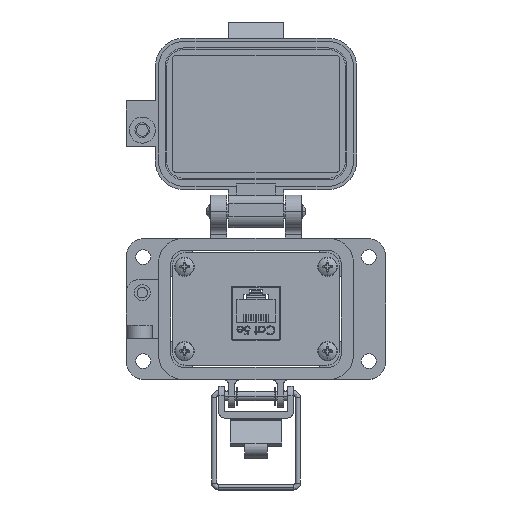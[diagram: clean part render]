
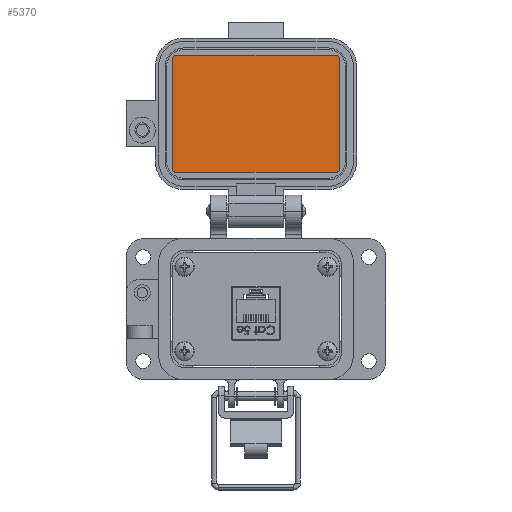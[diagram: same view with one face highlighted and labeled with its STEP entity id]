
A CAD part, top view. The second image highlights one B-rep face of the part: STEP entity #5370.
In plain terms, the highlighted planar face has unit normal (0, 0, 1).
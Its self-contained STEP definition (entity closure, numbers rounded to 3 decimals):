
#1703 = DIRECTION ( 'NONE',  ( 0., 1., 0. ) ) ;
#2086 = DIRECTION ( 'NONE',  ( -1., 0., 0. ) ) ;
#2115 = CARTESIAN_POINT ( 'NONE',  ( -24.827, 84.4, -23.97 ) ) ;
#3084 = CARTESIAN_POINT ( 'NONE',  ( 24.827, 50.257, -23.97 ) ) ;
#5363 = VERTEX_POINT ( 'NONE', #13378 ) ;
#5370 = ADVANCED_FACE ( 'NONE', ( #5480 ), #13649, .F. ) ;
#5480 = FACE_OUTER_BOUND ( 'NONE', #37560, .T. ) ;
#7180 = LINE ( 'NONE', #19623, #36938 ) ;
#7306 = CARTESIAN_POINT ( 'NONE',  ( 0., 49.199, -23.97 ) ) ;
#8102 = DIRECTION ( 'NONE',  ( -1., 0., 0. ) ) ;
#8546 = VECTOR ( 'NONE', #48885, 1000. ) ;
#8739 = AXIS2_PLACEMENT_3D ( 'NONE', #50977, #15367, #56979 ) ;
#9067 = DIRECTION ( 'NONE',  ( -1., 0., 0. ) ) ;
#9593 = ORIENTED_EDGE ( 'NONE', *, *, #66497, .F. ) ;
#11432 = CARTESIAN_POINT ( 'NONE',  ( -25.885, 50.257, -23.97 ) ) ;
#13378 = CARTESIAN_POINT ( 'NONE',  ( -24.827, 85.458, -23.97 ) ) ;
#13649 = PLANE ( 'NONE',  #43945 ) ;
#14537 = EDGE_CURVE ( 'NONE', #43201, #5363, #61122, .T. ) ;
#15367 = DIRECTION ( 'NONE',  ( 0., 0., -1. ) ) ;
#17279 = EDGE_CURVE ( 'NONE', #55151, #42694, #54139, .T. ) ;
#19426 = ORIENTED_EDGE ( 'NONE', *, *, #21540, .F. ) ;
#19623 = CARTESIAN_POINT ( 'NONE',  ( -25.885, 67.329, -23.97 ) ) ;
#21540 = EDGE_CURVE ( 'NONE', #32770, #43201, #7180, .T. ) ;
#24663 = ORIENTED_EDGE ( 'NONE', *, *, #72172, .F. ) ;
#25744 = CARTESIAN_POINT ( 'NONE',  ( 24.827, 85.458, -23.97 ) ) ;
#30696 = LINE ( 'NONE', #57689, #60378 ) ;
#31578 = DIRECTION ( 'NONE',  ( 0., 1., 0. ) ) ;
#32770 = VERTEX_POINT ( 'NONE', #11432 ) ;
#33038 = ORIENTED_EDGE ( 'NONE', *, *, #36841, .F. ) ;
#35840 = AXIS2_PLACEMENT_3D ( 'NONE', #3084, #44652, #9067 ) ;
#36841 = EDGE_CURVE ( 'NONE', #72425, #55151, #38543, .T. ) ;
#36938 = VECTOR ( 'NONE', #31578, 1000. ) ;
#37560 = EDGE_LOOP ( 'NONE', ( #62378, #19426, #9593, #76783, #33038, #24663, #69254, #65392 ) ) ;
#37729 = DIRECTION ( 'NONE',  ( 0., 0., -1. ) ) ;
#38543 = CIRCLE ( 'NONE', #35840, 1.057 ) ;
#42028 = CIRCLE ( 'NONE', #50143, 1.057 ) ;
#42694 = VERTEX_POINT ( 'NONE', #58790 ) ;
#42705 = AXIS2_PLACEMENT_3D ( 'NONE', #2115, #43712, #8102 ) ;
#43201 = VERTEX_POINT ( 'NONE', #64598 ) ;
#43300 = DIRECTION ( 'NONE',  ( 0., 0., -1. ) ) ;
#43360 = LINE ( 'NONE', #73087, #75065 ) ;
#43712 = DIRECTION ( 'NONE',  ( 0., 0., -1. ) ) ;
#43945 = AXIS2_PLACEMENT_3D ( 'NONE', #70427, #43300, #1703 ) ;
#44652 = DIRECTION ( 'NONE',  ( 0., 0., -1. ) ) ;
#45627 = VERTEX_POINT ( 'NONE', #25744 ) ;
#48885 = DIRECTION ( 'NONE',  ( -1., 0., 0. ) ) ;
#49342 = DIRECTION ( 'NONE',  ( 0., -1., 0. ) ) ;
#50143 = AXIS2_PLACEMENT_3D ( 'NONE', #73381, #37729, #2086 ) ;
#50977 = CARTESIAN_POINT ( 'NONE',  ( -24.827, 50.257, -23.97 ) ) ;
#53256 = CARTESIAN_POINT ( 'NONE',  ( 24.828, 49.199, -23.97 ) ) ;
#54139 = LINE ( 'NONE', #7306, #8546 ) ;
#54810 = EDGE_CURVE ( 'NONE', #45627, #65708, #42028, .T. ) ;
#55151 = VERTEX_POINT ( 'NONE', #53256 ) ;
#56979 = DIRECTION ( 'NONE',  ( -1., 0., 0. ) ) ;
#57689 = CARTESIAN_POINT ( 'NONE',  ( 0., 85.458, -23.97 ) ) ;
#58790 = CARTESIAN_POINT ( 'NONE',  ( -24.827, 49.199, -23.97 ) ) ;
#58962 = CARTESIAN_POINT ( 'NONE',  ( 25.885, 50.257, -23.97 ) ) ;
#60378 = VECTOR ( 'NONE', #63637, 1000. ) ;
#61122 = CIRCLE ( 'NONE', #42705, 1.057 ) ;
#61975 = CIRCLE ( 'NONE', #8739, 1.057 ) ;
#62378 = ORIENTED_EDGE ( 'NONE', *, *, #14537, .F. ) ;
#63637 = DIRECTION ( 'NONE',  ( 1., 0., 0. ) ) ;
#64598 = CARTESIAN_POINT ( 'NONE',  ( -25.885, 84.4, -23.97 ) ) ;
#65392 = ORIENTED_EDGE ( 'NONE', *, *, #71053, .F. ) ;
#65708 = VERTEX_POINT ( 'NONE', #76836 ) ;
#66497 = EDGE_CURVE ( 'NONE', #42694, #32770, #61975, .T. ) ;
#69254 = ORIENTED_EDGE ( 'NONE', *, *, #54810, .F. ) ;
#70427 = CARTESIAN_POINT ( 'NONE',  ( 0., 67.329, -23.97 ) ) ;
#71053 = EDGE_CURVE ( 'NONE', #5363, #45627, #30696, .T. ) ;
#72172 = EDGE_CURVE ( 'NONE', #65708, #72425, #43360, .T. ) ;
#72425 = VERTEX_POINT ( 'NONE', #58962 ) ;
#73087 = CARTESIAN_POINT ( 'NONE',  ( 25.885, 67.329, -23.97 ) ) ;
#73381 = CARTESIAN_POINT ( 'NONE',  ( 24.827, 84.4, -23.97 ) ) ;
#75065 = VECTOR ( 'NONE', #49342, 1000. ) ;
#76783 = ORIENTED_EDGE ( 'NONE', *, *, #17279, .F. ) ;
#76836 = CARTESIAN_POINT ( 'NONE',  ( 25.885, 84.4, -23.97 ) ) ;
